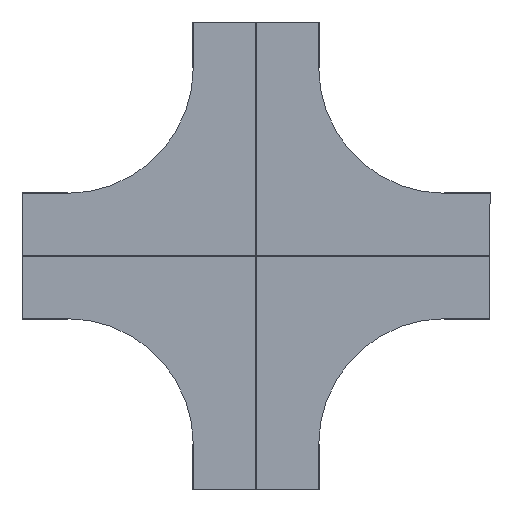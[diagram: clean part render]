
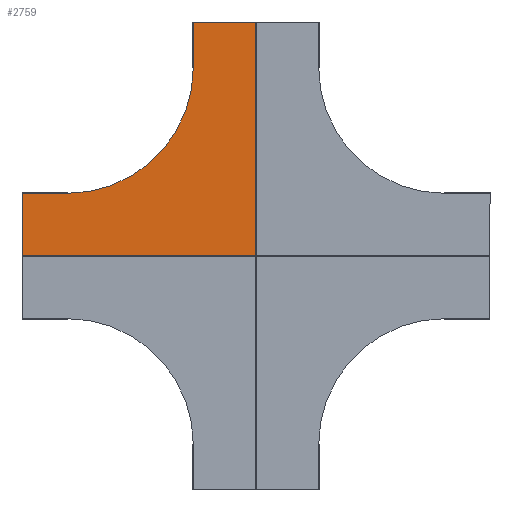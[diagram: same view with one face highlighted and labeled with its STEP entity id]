
A CAD part, front view. The second image highlights one B-rep face of the part: STEP entity #2759.
In plain terms, the highlighted planar face has unit normal (0, -1, 0).
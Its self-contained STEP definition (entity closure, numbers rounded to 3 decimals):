
#3 = DIRECTION ( 'NONE',  ( 1., 0., 0. ) ) ;
#11 = ORIENTED_EDGE ( 'NONE', *, *, #2626, .F. ) ;
#30 = VERTEX_POINT ( 'NONE', #490 ) ;
#72 = VERTEX_POINT ( 'NONE', #2037 ) ;
#141 = EDGE_CURVE ( 'NONE', #457, #1697, #2351, .T. ) ;
#148 = VERTEX_POINT ( 'NONE', #2496 ) ;
#159 = EDGE_CURVE ( 'NONE', #2727, #148, #412, .T. ) ;
#167 = DIRECTION ( 'NONE',  ( 1., 0., 0. ) ) ;
#172 = AXIS2_PLACEMENT_3D ( 'NONE', #2012, #246, #2177 ) ;
#185 = VECTOR ( 'NONE', #1444, 1000. ) ;
#224 = CARTESIAN_POINT ( 'NONE',  ( -3.2, -1.2, 900. ) ) ;
#230 = ORIENTED_EDGE ( 'NONE', *, *, #2757, .F. ) ;
#239 = LINE ( 'NONE', #641, #1640 ) ;
#246 = DIRECTION ( 'NONE',  ( 0., -1., 0. ) ) ;
#261 = CARTESIAN_POINT ( 'NONE',  ( -1117., -1.2, 1.2 ) ) ;
#262 = CARTESIAN_POINT ( 'NONE',  ( -1117., -1.2, 300. ) ) ;
#286 = DIRECTION ( 'NONE',  ( 0., 0., 1. ) ) ;
#305 = CARTESIAN_POINT ( 'NONE',  ( -2.2, -1.2, 3.2 ) ) ;
#313 = AXIS2_PLACEMENT_3D ( 'NONE', #1603, #1847, #286 ) ;
#316 = CARTESIAN_POINT ( 'NONE',  ( -1117., -1.2, 2.2 ) ) ;
#334 = CARTESIAN_POINT ( 'NONE',  ( -1117., -1.2, 299. ) ) ;
#343 = CARTESIAN_POINT ( 'NONE',  ( -900., -1.2, 900. ) ) ;
#361 = LINE ( 'NONE', #1278, #2141 ) ;
#364 = VECTOR ( 'NONE', #946, 1000. ) ;
#404 = EDGE_CURVE ( 'NONE', #1580, #1697, #239, .T. ) ;
#406 = LINE ( 'NONE', #224, #1600 ) ;
#412 = LINE ( 'NONE', #343, #185 ) ;
#414 = ORIENTED_EDGE ( 'NONE', *, *, #714, .F. ) ;
#427 = VERTEX_POINT ( 'NONE', #878 ) ;
#451 = ORIENTED_EDGE ( 'NONE', *, *, #886, .F. ) ;
#457 = VERTEX_POINT ( 'NONE', #1107 ) ;
#478 = VERTEX_POINT ( 'NONE', #2187 ) ;
#490 = CARTESIAN_POINT ( 'NONE',  ( -300., -1.2, 1117. ) ) ;
#545 = LINE ( 'NONE', #1491, #2059 ) ;
#583 = DIRECTION ( 'NONE',  ( 0., 0., 1. ) ) ;
#591 = ORIENTED_EDGE ( 'NONE', *, *, #404, .F. ) ;
#620 = CARTESIAN_POINT ( 'NONE',  ( -900., -1.2, 1117. ) ) ;
#641 = CARTESIAN_POINT ( 'NONE',  ( -900., -1.2, 1.2 ) ) ;
#642 = CARTESIAN_POINT ( 'NONE',  ( -900., -1.2, 300. ) ) ;
#660 = DIRECTION ( 'NONE',  ( 0., 0., 1. ) ) ;
#714 = EDGE_CURVE ( 'NONE', #1250, #1580, #899, .T. ) ;
#727 = VERTEX_POINT ( 'NONE', #305 ) ;
#734 = VECTOR ( 'NONE', #583, 1000. ) ;
#745 = VERTEX_POINT ( 'NONE', #2097 ) ;
#805 = CARTESIAN_POINT ( 'NONE',  ( -299., -1.2, 900. ) ) ;
#823 = CARTESIAN_POINT ( 'NONE',  ( -900., -1.2, 299. ) ) ;
#867 = FACE_OUTER_BOUND ( 'NONE', #1504, .T. ) ;
#878 = CARTESIAN_POINT ( 'NONE',  ( -3.2, -1.2, 3.2 ) ) ;
#886 = EDGE_CURVE ( 'NONE', #72, #2295, #1954, .T. ) ;
#899 = LINE ( 'NONE', #2263, #364 ) ;
#912 = CARTESIAN_POINT ( 'NONE',  ( -300., -1.2, 900. ) ) ;
#927 = VECTOR ( 'NONE', #3, 1000. ) ;
#928 = VECTOR ( 'NONE', #1059, 1000. ) ;
#946 = DIRECTION ( 'NONE',  ( 0., 0., -1. ) ) ;
#954 = EDGE_CURVE ( 'NONE', #2565, #30, #1990, .T. ) ;
#955 = ORIENTED_EDGE ( 'NONE', *, *, #1115, .T. ) ;
#967 = VECTOR ( 'NONE', #1506, 1000. ) ;
#972 = VECTOR ( 'NONE', #1054, 1000. ) ;
#1009 = LINE ( 'NONE', #2018, #2098 ) ;
#1033 = DIRECTION ( 'NONE',  ( 0., 0., 1. ) ) ;
#1039 = EDGE_CURVE ( 'NONE', #1250, #427, #406, .T. ) ;
#1052 = LINE ( 'NONE', #1285, #927 ) ;
#1054 = DIRECTION ( 'NONE',  ( 1., 0., 0. ) ) ;
#1059 = DIRECTION ( 'NONE',  ( 1., 0., 0. ) ) ;
#1062 = ORIENTED_EDGE ( 'NONE', *, *, #2662, .F. ) ;
#1087 = VECTOR ( 'NONE', #2574, 1000. ) ;
#1107 = CARTESIAN_POINT ( 'NONE',  ( -1117., -1.2, 2.2 ) ) ;
#1115 = EDGE_CURVE ( 'NONE', #2169, #2295, #545, .T. ) ;
#1180 = ORIENTED_EDGE ( 'NONE', *, *, #1451, .T. ) ;
#1243 = CARTESIAN_POINT ( 'NONE',  ( -1.2, -1.2, 1117. ) ) ;
#1245 = CARTESIAN_POINT ( 'NONE',  ( -900., -1.2, 3.2 ) ) ;
#1250 = VERTEX_POINT ( 'NONE', #1612 ) ;
#1271 = ORIENTED_EDGE ( 'NONE', *, *, #2052, .F. ) ;
#1276 = CARTESIAN_POINT ( 'NONE',  ( -1.2, -1.2, 3.2 ) ) ;
#1278 = CARTESIAN_POINT ( 'NONE',  ( -900., -1.2, 299. ) ) ;
#1285 = CARTESIAN_POINT ( 'NONE',  ( 0., -1.2, 1117. ) ) ;
#1305 = VECTOR ( 'NONE', #2069, 1000. ) ;
#1402 = DIRECTION ( 'NONE',  ( 0., 0., 1. ) ) ;
#1444 = DIRECTION ( 'NONE',  ( -1., 0., 0. ) ) ;
#1451 = EDGE_CURVE ( 'NONE', #727, #2169, #1714, .T. ) ;
#1472 = LINE ( 'NONE', #334, #734 ) ;
#1491 = CARTESIAN_POINT ( 'NONE',  ( -1.2, -1.2, 0. ) ) ;
#1504 = EDGE_LOOP ( 'NONE', ( #2557, #1948, #1180, #955, #451, #1271, #2297, #1062, #1663, #11, #2131, #2071, #230, #2588, #1945, #591, #414 ) ) ;
#1506 = DIRECTION ( 'NONE',  ( 1., 0., 0. ) ) ;
#1507 = VECTOR ( 'NONE', #1033, 1000. ) ;
#1580 = VERTEX_POINT ( 'NONE', #1769 ) ;
#1600 = VECTOR ( 'NONE', #660, 1000. ) ;
#1603 = CARTESIAN_POINT ( 'NONE',  ( -900., -1.2, 900. ) ) ;
#1612 = CARTESIAN_POINT ( 'NONE',  ( -3.2, -1.2, 2.2 ) ) ;
#1640 = VECTOR ( 'NONE', #1956, 1000. ) ;
#1663 = ORIENTED_EDGE ( 'NONE', *, *, #159, .F. ) ;
#1697 = VERTEX_POINT ( 'NONE', #261 ) ;
#1708 = DIRECTION ( 'NONE',  ( 0., 0., 1. ) ) ;
#1714 = LINE ( 'NONE', #2776, #972 ) ;
#1769 = CARTESIAN_POINT ( 'NONE',  ( -3.2, -1.2, 1.2 ) ) ;
#1795 = VECTOR ( 'NONE', #167, 1000. ) ;
#1847 = DIRECTION ( 'NONE',  ( 0., 1., 0. ) ) ;
#1925 = EDGE_CURVE ( 'NONE', #427, #727, #2309, .T. ) ;
#1945 = ORIENTED_EDGE ( 'NONE', *, *, #141, .T. ) ;
#1948 = ORIENTED_EDGE ( 'NONE', *, *, #1925, .T. ) ;
#1954 = LINE ( 'NONE', #620, #928 ) ;
#1956 = DIRECTION ( 'NONE',  ( -1., 0., 0. ) ) ;
#1990 = LINE ( 'NONE', #2368, #1087 ) ;
#2012 = CARTESIAN_POINT ( 'NONE',  ( -900., -1.2, 900. ) ) ;
#2018 = CARTESIAN_POINT ( 'NONE',  ( -1117., -1.2, 900. ) ) ;
#2037 = CARTESIAN_POINT ( 'NONE',  ( -2.2, -1.2, 1117. ) ) ;
#2052 = EDGE_CURVE ( 'NONE', #2565, #72, #1052, .T. ) ;
#2059 = VECTOR ( 'NONE', #2150, 1000. ) ;
#2068 = EDGE_CURVE ( 'NONE', #2183, #745, #361, .T. ) ;
#2069 = DIRECTION ( 'NONE',  ( 0., 0., -1. ) ) ;
#2071 = ORIENTED_EDGE ( 'NONE', *, *, #2080, .F. ) ;
#2080 = EDGE_CURVE ( 'NONE', #2149, #745, #2615, .T. ) ;
#2097 = CARTESIAN_POINT ( 'NONE',  ( -900., -1.2, 300. ) ) ;
#2098 = VECTOR ( 'NONE', #1402, 1000. ) ;
#2131 = ORIENTED_EDGE ( 'NONE', *, *, #2068, .T. ) ;
#2141 = VECTOR ( 'NONE', #1708, 1000. ) ;
#2149 = VERTEX_POINT ( 'NONE', #262 ) ;
#2150 = DIRECTION ( 'NONE',  ( 0., 0., 1. ) ) ;
#2159 = CARTESIAN_POINT ( 'NONE',  ( -299., -1.2, 1117. ) ) ;
#2169 = VERTEX_POINT ( 'NONE', #1276 ) ;
#2177 = DIRECTION ( 'NONE',  ( 0., 0., 1. ) ) ;
#2183 = VERTEX_POINT ( 'NONE', #823 ) ;
#2187 = CARTESIAN_POINT ( 'NONE',  ( -1117., -1.2, 299. ) ) ;
#2263 = CARTESIAN_POINT ( 'NONE',  ( -3.2, -1.2, 900. ) ) ;
#2295 = VERTEX_POINT ( 'NONE', #1243 ) ;
#2297 = ORIENTED_EDGE ( 'NONE', *, *, #954, .T. ) ;
#2309 = LINE ( 'NONE', #1245, #1795 ) ;
#2351 = LINE ( 'NONE', #316, #1305 ) ;
#2368 = CARTESIAN_POINT ( 'NONE',  ( -299., -1.2, 1117. ) ) ;
#2458 = PLANE ( 'NONE',  #313 ) ;
#2496 = CARTESIAN_POINT ( 'NONE',  ( -300., -1.2, 900. ) ) ;
#2557 = ORIENTED_EDGE ( 'NONE', *, *, #1039, .T. ) ;
#2565 = VERTEX_POINT ( 'NONE', #2159 ) ;
#2574 = DIRECTION ( 'NONE',  ( -1., 0., 0. ) ) ;
#2588 = ORIENTED_EDGE ( 'NONE', *, *, #2698, .F. ) ;
#2615 = LINE ( 'NONE', #642, #967 ) ;
#2626 = EDGE_CURVE ( 'NONE', #2183, #2727, #2785, .T. ) ;
#2636 = LINE ( 'NONE', #912, #1507 ) ;
#2662 = EDGE_CURVE ( 'NONE', #148, #30, #2636, .T. ) ;
#2698 = EDGE_CURVE ( 'NONE', #457, #478, #1472, .T. ) ;
#2727 = VERTEX_POINT ( 'NONE', #805 ) ;
#2757 = EDGE_CURVE ( 'NONE', #478, #2149, #1009, .T. ) ;
#2759 = ADVANCED_FACE ( 'NONE', ( #867 ), #2458, .F. ) ;
#2776 = CARTESIAN_POINT ( 'NONE',  ( 0., -1.2, 3.2 ) ) ;
#2785 = CIRCLE ( 'NONE', #172, 601. ) ;
